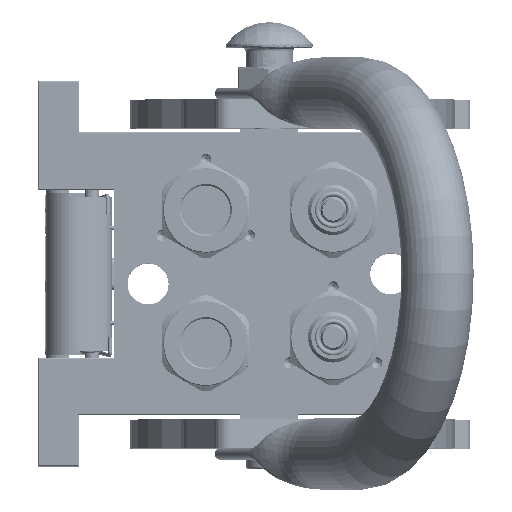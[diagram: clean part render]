
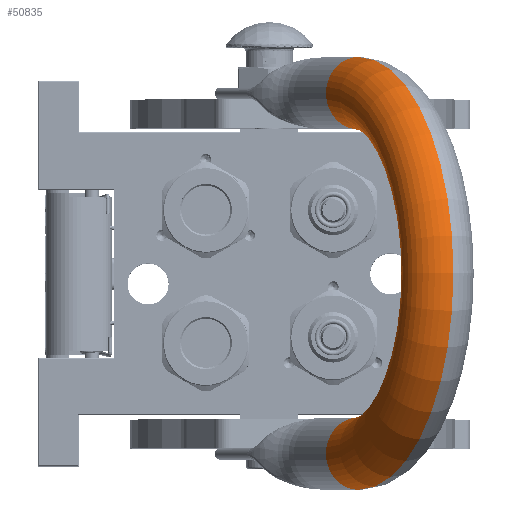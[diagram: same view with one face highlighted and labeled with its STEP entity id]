
A CAD part, top view. The second image highlights one B-rep face of the part: STEP entity #50835.
In plain terms, the highlighted toroidal (fillet/blend) face has major radius 62.25 mm and minor radius 12.5 mm.
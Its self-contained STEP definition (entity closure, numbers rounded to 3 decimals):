
#1260 = DIRECTION ( 'NONE',  ( 0., 1., 0. ) ) ;
#1335 = DIRECTION ( 'NONE',  ( 0., 0., 1. ) ) ;
#5702 = VERTEX_POINT ( 'NONE', #138695 ) ;
#5799 = EDGE_CURVE ( 'NONE', #84097, #55072, #70973, .T. ) ;
#9833 = EDGE_LOOP ( 'NONE', ( #93581, #84349, #12355, #131541 ) ) ;
#10479 = AXIS2_PLACEMENT_3D ( 'NONE', #66349, #1335, #77781 ) ;
#12355 = ORIENTED_EDGE ( 'NONE', *, *, #82587, .F. ) ;
#20147 = DIRECTION ( 'NONE',  ( 0., 0., -1. ) ) ;
#24188 = TOROIDAL_SURFACE ( 'NONE', #34103, 62.25, 12.5 ) ;
#27103 = EDGE_CURVE ( 'NONE', #5702, #55072, #88150, .T. ) ;
#27123 = DIRECTION ( 'NONE',  ( 0., 1., 0. ) ) ;
#28930 = CARTESIAN_POINT ( 'NONE',  ( 74.75, 0., 25.25 ) ) ;
#30225 = CARTESIAN_POINT ( 'NONE',  ( 62.25, 0., 25.25 ) ) ;
#32710 = CARTESIAN_POINT ( 'NONE',  ( 0., 0., 25.25 ) ) ;
#32728 = AXIS2_PLACEMENT_3D ( 'NONE', #123675, #27123, #36198 ) ;
#34103 = AXIS2_PLACEMENT_3D ( 'NONE', #99275, #1260, #108388 ) ;
#36198 = DIRECTION ( 'NONE',  ( -1., 0., 0. ) ) ;
#43854 = VERTEX_POINT ( 'NONE', #113414 ) ;
#50835 = ADVANCED_FACE ( 'NONE', ( #124056 ), #24188, .T. ) ;
#55072 = VERTEX_POINT ( 'NONE', #86692 ) ;
#63493 = AXIS2_PLACEMENT_3D ( 'NONE', #32710, #75757, #98757 ) ;
#66349 = CARTESIAN_POINT ( 'NONE',  ( -62.25, 0., 25.25 ) ) ;
#70973 = CIRCLE ( 'NONE', #83976, 12.5 ) ;
#75757 = DIRECTION ( 'NONE',  ( 0., 1., 0. ) ) ;
#77781 = DIRECTION ( 'NONE',  ( -1., 0., 0. ) ) ;
#82587 = EDGE_CURVE ( 'NONE', #43854, #84097, #124258, .T. ) ;
#83846 = EDGE_CURVE ( 'NONE', #43854, #5702, #103318, .T. ) ;
#83976 = AXIS2_PLACEMENT_3D ( 'NONE', #30225, #20147, #85232 ) ;
#84097 = VERTEX_POINT ( 'NONE', #28930 ) ;
#84349 = ORIENTED_EDGE ( 'NONE', *, *, #5799, .F. ) ;
#85232 = DIRECTION ( 'NONE',  ( 1., 0., 0. ) ) ;
#86692 = CARTESIAN_POINT ( 'NONE',  ( 49.75, 0., 25.25 ) ) ;
#88150 = CIRCLE ( 'NONE', #32728, 49.75 ) ;
#93581 = ORIENTED_EDGE ( 'NONE', *, *, #27103, .T. ) ;
#98757 = DIRECTION ( 'NONE',  ( -1., 0., 0. ) ) ;
#99275 = CARTESIAN_POINT ( 'NONE',  ( 0., 0., 25.25 ) ) ;
#103318 = CIRCLE ( 'NONE', #10479, 12.5 ) ;
#108388 = DIRECTION ( 'NONE',  ( 1., 0., 0. ) ) ;
#113414 = CARTESIAN_POINT ( 'NONE',  ( -74.75, 0., 25.25 ) ) ;
#123675 = CARTESIAN_POINT ( 'NONE',  ( 0., 0., 25.25 ) ) ;
#124056 = FACE_OUTER_BOUND ( 'NONE', #9833, .T. ) ;
#124258 = CIRCLE ( 'NONE', #63493, 74.75 ) ;
#131541 = ORIENTED_EDGE ( 'NONE', *, *, #83846, .T. ) ;
#138695 = CARTESIAN_POINT ( 'NONE',  ( -49.75, 0., 25.25 ) ) ;
